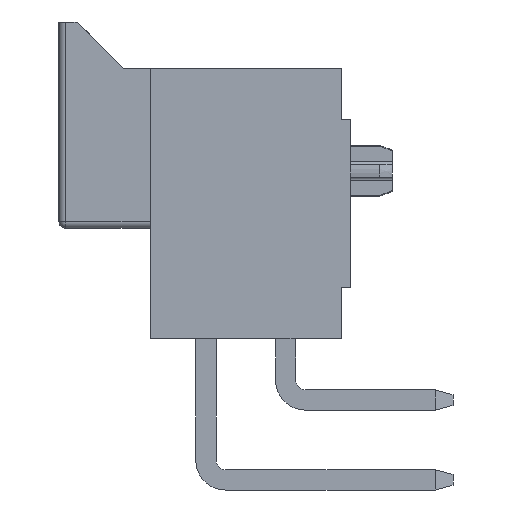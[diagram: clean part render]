
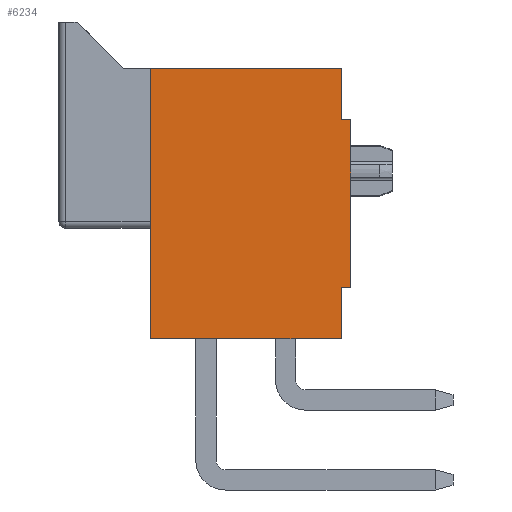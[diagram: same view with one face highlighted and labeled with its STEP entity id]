
A CAD part, left-side view. The second image highlights one B-rep face of the part: STEP entity #6234.
In plain terms, the highlighted planar face has unit normal (-1, 0, 0).
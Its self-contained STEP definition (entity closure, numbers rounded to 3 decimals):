
#1=DIRECTION('',(0.,0.,1.));
#2=VECTOR('',#1,1.6);
#3=CARTESIAN_POINT('',(-9.22,-2.99,-4.23));
#4=LINE('',#3,#2);
#17=DIRECTION('',(0.,0.,1.));
#18=VECTOR('',#17,1.6);
#19=CARTESIAN_POINT('',(-9.22,-2.99,2.63));
#20=LINE('',#19,#18);
#193=DIRECTION('',(0.,-1.,0.));
#194=VECTOR('',#193,0.3);
#195=CARTESIAN_POINT('',(-9.22,-2.99,2.63));
#196=LINE('',#195,#194);
#197=DIRECTION('',(0.,1.,0.));
#198=VECTOR('',#197,5.98);
#199=CARTESIAN_POINT('',(-9.22,-2.99,-4.23));
#200=LINE('',#199,#198);
#209=DIRECTION('',(0.,-1.,0.));
#210=VECTOR('',#209,0.3);
#211=CARTESIAN_POINT('',(-9.22,-2.99,-2.63));
#212=LINE('',#211,#210);
#229=DIRECTION('',(0.,0.,-1.));
#230=VECTOR('',#229,5.26);
#231=CARTESIAN_POINT('',(-9.22,-3.29,2.63));
#232=LINE('',#231,#230);
#493=DIRECTION('',(0.,1.,0.));
#494=VECTOR('',#493,5.98);
#495=CARTESIAN_POINT('',(-9.22,-2.99,4.23));
#496=LINE('',#495,#494);
#953=DIRECTION('',(0.,0.,1.));
#954=VECTOR('',#953,8.46);
#955=CARTESIAN_POINT('',(-9.22,2.99,-4.23));
#956=LINE('',#955,#954);
#4705=CARTESIAN_POINT('',(-9.22,-2.99,4.23));
#4707=VERTEX_POINT('',#4705);
#4710=CARTESIAN_POINT('',(-9.22,-2.99,-4.23));
#4712=VERTEX_POINT('',#4710);
#4713=CARTESIAN_POINT('',(-9.22,2.99,-4.23));
#4714=CARTESIAN_POINT('',(-9.22,2.99,4.23));
#4715=VERTEX_POINT('',#4713);
#4716=VERTEX_POINT('',#4714);
#4742=CARTESIAN_POINT('',(-9.22,-3.29,2.63));
#4744=VERTEX_POINT('',#4742);
#4747=CARTESIAN_POINT('',(-9.22,-3.29,-2.63));
#4748=VERTEX_POINT('',#4747);
#4749=CARTESIAN_POINT('',(-9.22,-2.99,-2.63));
#4750=VERTEX_POINT('',#4749);
#5011=CARTESIAN_POINT('',(-9.22,-2.99,2.63));
#5012=VERTEX_POINT('',#5011);
#6213=CARTESIAN_POINT('',(-9.22,-2.99,-4.23));
#6214=DIRECTION('',(-1.,0.,0.));
#6215=DIRECTION('',(0.,0.,1.));
#6216=AXIS2_PLACEMENT_3D('',#6213,#6214,#6215);
#6217=PLANE('',#6216);
#6218=ORIENTED_EDGE('',*,*,#6126,.F.);
#6220=ORIENTED_EDGE('',*,*,#6219,.T.);
#6222=ORIENTED_EDGE('',*,*,#6221,.T.);
#6224=ORIENTED_EDGE('',*,*,#6223,.F.);
#6225=ORIENTED_EDGE('',*,*,#6118,.F.);
#6227=ORIENTED_EDGE('',*,*,#6226,.T.);
#6229=ORIENTED_EDGE('',*,*,#6228,.T.);
#6231=ORIENTED_EDGE('',*,*,#6230,.F.);
#6232=EDGE_LOOP('',(#6218,#6220,#6222,#6224,#6225,#6227,#6229,#6231));
#6233=FACE_OUTER_BOUND('',#6232,.F.);
#6234=ADVANCED_FACE('',(#6233),#6217,.T.);
#6118=EDGE_CURVE('',#4712,#4750,#4,.T.);
#6126=EDGE_CURVE('',#5012,#4707,#20,.T.);
#6219=EDGE_CURVE('',#5012,#4744,#196,.T.);
#6221=EDGE_CURVE('',#4744,#4748,#232,.T.);
#6223=EDGE_CURVE('',#4750,#4748,#212,.T.);
#6226=EDGE_CURVE('',#4712,#4715,#200,.T.);
#6228=EDGE_CURVE('',#4715,#4716,#956,.T.);
#6230=EDGE_CURVE('',#4707,#4716,#496,.T.);
